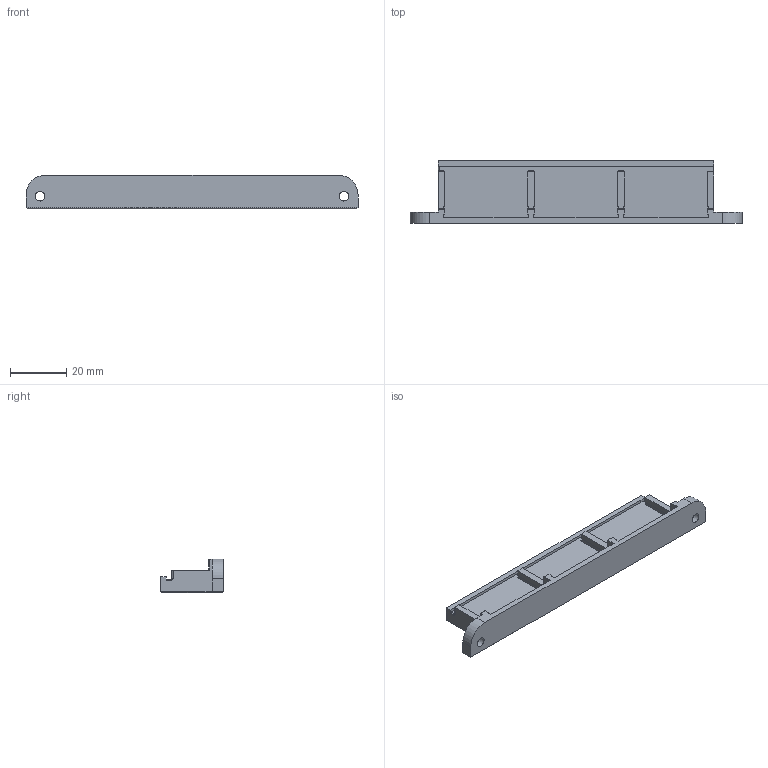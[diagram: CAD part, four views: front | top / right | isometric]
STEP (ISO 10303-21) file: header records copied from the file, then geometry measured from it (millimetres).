
FILE_DESCRIPTION(/* description */ (''),/* implementation_level */ '2;1');
FILE_NAME(/* name */ '1515 WAGO 5-3 Mount.step',/* time_stamp */ '2024-08-24T10:44:14-05:00',/* author */ (''),/* organization */ (''),/* preprocessor_version */ 'ST-DEVELOPER v20',/* originating_system */ 'Autodesk Translation Framework v13.14.0.145',/* authorisation */ '');
FILE_SCHEMA (('AUTOMOTIVE_DESIGN { 1 0 10303 214 3 1 1 }'));
Length unit declared in the file: millimetre
Products named in the file (1): 1515 WAGO 5-3 Mount
Bounding box: 118.01 x 22.25 x 12 mm (x, y, z)
Volume: 13429.1 mm3; surface area: 8294.1 mm2
Topology: 1 solids, 1 shells, 104 faces, 284 edges, 182 vertices
Faces by surface type: plane 84, cylinder 17, sphere 2, torus 1
Full cylindrical faces by diameter (mm): 3.4 x2
Entity records: 3275 total; most frequent: CARTESIAN_POINT 571, ORIENTED_EDGE 568, DIRECTION 529, EDGE_CURVE 284, LINE 249, VECTOR 249, VERTEX_POINT 182, AXIS2_PLACEMENT_3D 140
